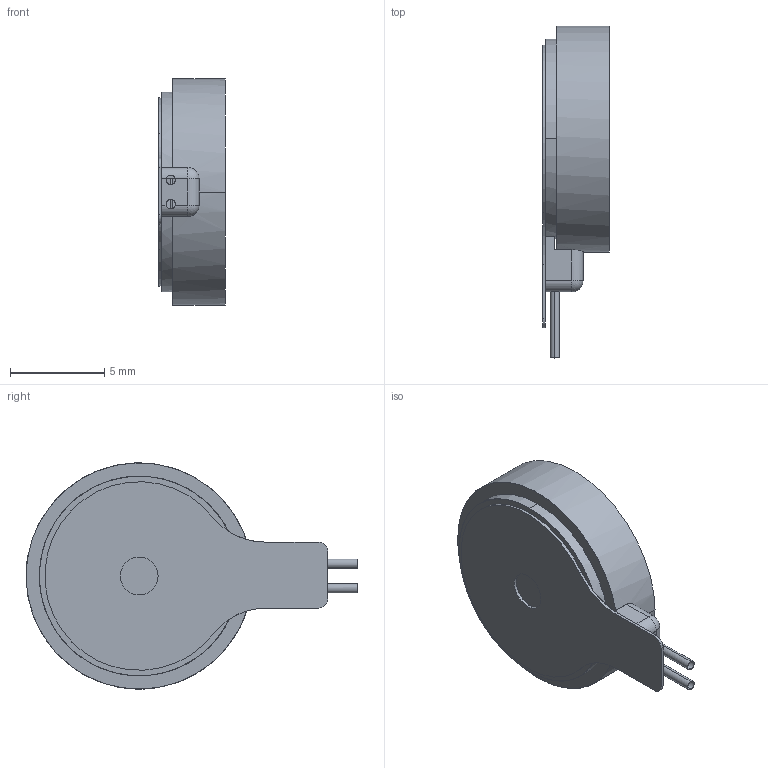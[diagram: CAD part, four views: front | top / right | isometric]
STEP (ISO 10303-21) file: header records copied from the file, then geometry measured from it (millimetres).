
FILE_DESCRIPTION(/* description */ (''),/* implementation_level */ '2;1');
FILE_NAME(/* name */ 'C1234B016F.step',/* time_stamp */ '2020-04-16T08:59:23+02:00',/* author */ (''),/* organization */ (''),/* preprocessor_version */ 'ST-DEVELOPER v18.1',/* originating_system */ 'Autodesk Translation Framework v9.2.0.1227',/* authorisation */ '');
FILE_SCHEMA (('AUTOMOTIVE_DESIGN { 1 0 10303 214 3 1 1 }'));
Length unit declared in the file: millimetre
Products named in the file (2): C1234B016F; C1234B016F_1
Assembly tree (1 placements, depth 2):
  C1234B016F
    C1234B016F_1
Bounding box: 3.55 x 17.6 x 12 mm (x, y, z)
Surface area: 411.6 mm2 (no closed solid volume)
Topology: 0 solids, 38 shells, 38 faces, 178 edges, 178 vertices
Faces by surface type: cylinder 21, plane 15, sphere 2
Entity records: 2200 total; most frequent: CARTESIAN_POINT 619, DIRECTION 330, VERTEX_POINT 178, EDGE_CURVE 178, ORIENTED_EDGE 178, AXIS2_PLACEMENT_3D 119, LINE 92, VECTOR 92
